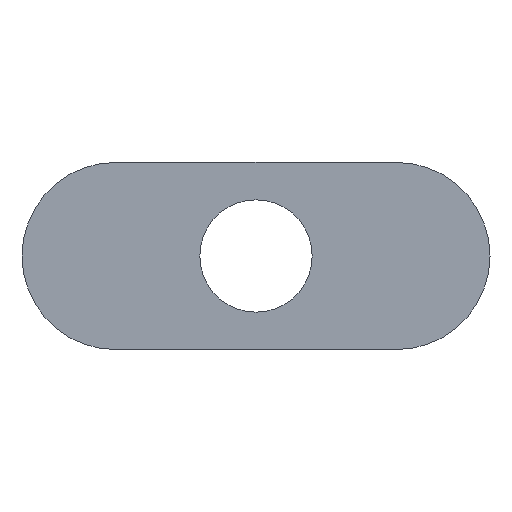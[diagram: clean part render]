
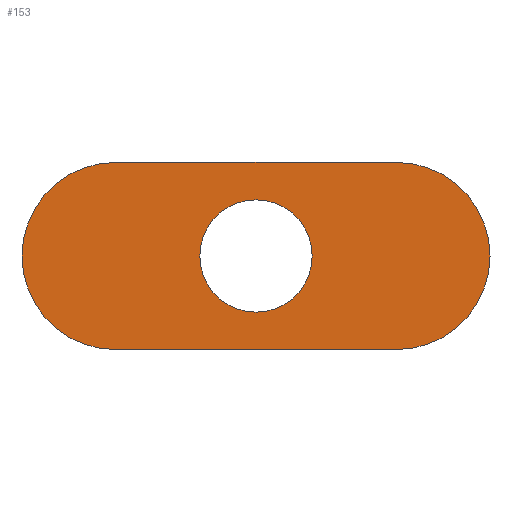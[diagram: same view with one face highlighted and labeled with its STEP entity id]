
A CAD part, front view. The second image highlights one B-rep face of the part: STEP entity #153.
In plain terms, the highlighted planar face has unit normal (0, -1, 0).
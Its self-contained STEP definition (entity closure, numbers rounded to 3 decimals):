
#1 = ORIENTED_EDGE ( 'NONE', *, *, #26, .F. ) ;
#2 = CIRCLE ( 'NONE', #8, 6. ) ;
#8 = AXIS2_PLACEMENT_3D ( 'NONE', #301, #130, #229 ) ;
#11 = LINE ( 'NONE', #291, #53 ) ;
#12 = EDGE_CURVE ( 'NONE', #85, #254, #116, .T. ) ;
#16 = AXIS2_PLACEMENT_3D ( 'NONE', #280, #54, #235 ) ;
#20 = PLANE ( 'NONE',  #102 ) ;
#26 = EDGE_CURVE ( 'NONE', #254, #91, #64, .T. ) ;
#32 = CARTESIAN_POINT ( 'NONE',  ( 0., 0., 6. ) ) ;
#41 = CARTESIAN_POINT ( 'NONE',  ( -15., 0., 0. ) ) ;
#42 = DIRECTION ( 'NONE',  ( 0., 1., 0. ) ) ;
#44 = ORIENTED_EDGE ( 'NONE', *, *, #252, .T. ) ;
#49 = CARTESIAN_POINT ( 'NONE',  ( 15., 0., 10. ) ) ;
#53 = VECTOR ( 'NONE', #213, 1000. ) ;
#54 = DIRECTION ( 'NONE',  ( 0., 1., 0. ) ) ;
#60 = ORIENTED_EDGE ( 'NONE', *, *, #12, .F. ) ;
#62 = EDGE_CURVE ( 'NONE', #91, #140, #11, .T. ) ;
#64 = CIRCLE ( 'NONE', #16, 10. ) ;
#66 = ORIENTED_EDGE ( 'NONE', *, *, #329, .F. ) ;
#76 = DIRECTION ( 'NONE',  ( 0., 0., 1. ) ) ;
#83 = EDGE_LOOP ( 'NONE', ( #66, #251, #1, #60 ) ) ;
#85 = VERTEX_POINT ( 'NONE', #212 ) ;
#91 = VERTEX_POINT ( 'NONE', #187 ) ;
#102 = AXIS2_PLACEMENT_3D ( 'NONE', #41, #42, #107 ) ;
#107 = DIRECTION ( 'NONE',  ( 0., 0., 1. ) ) ;
#116 = LINE ( 'NONE', #198, #233 ) ;
#118 = ORIENTED_EDGE ( 'NONE', *, *, #214, .T. ) ;
#121 = DIRECTION ( 'NONE',  ( 0., 1., 0. ) ) ;
#130 = DIRECTION ( 'NONE',  ( 0., 1., 0. ) ) ;
#140 = VERTEX_POINT ( 'NONE', #273 ) ;
#153 = ADVANCED_FACE ( 'NONE', ( #274, #158 ), #20, .F. ) ;
#158 = FACE_BOUND ( 'NONE', #305, .T. ) ;
#172 = AXIS2_PLACEMENT_3D ( 'NONE', #209, #279, #76 ) ;
#173 = DIRECTION ( 'NONE',  ( 1., 0., 0. ) ) ;
#187 = CARTESIAN_POINT ( 'NONE',  ( 15., 0., -10. ) ) ;
#198 = CARTESIAN_POINT ( 'NONE',  ( -15., 0., 10. ) ) ;
#209 = CARTESIAN_POINT ( 'NONE',  ( 0., 0., 0. ) ) ;
#212 = CARTESIAN_POINT ( 'NONE',  ( -15., 0., 10. ) ) ;
#213 = DIRECTION ( 'NONE',  ( -1., 0., 0. ) ) ;
#214 = EDGE_CURVE ( 'NONE', #259, #278, #2, .T. ) ;
#225 = CIRCLE ( 'NONE', #309, 10. ) ;
#229 = DIRECTION ( 'NONE',  ( 0., 0., 1. ) ) ;
#233 = VECTOR ( 'NONE', #173, 1000. ) ;
#235 = DIRECTION ( 'NONE',  ( 0., 0., 1. ) ) ;
#238 = CARTESIAN_POINT ( 'NONE',  ( 0., 0., -6. ) ) ;
#249 = CIRCLE ( 'NONE', #172, 6. ) ;
#251 = ORIENTED_EDGE ( 'NONE', *, *, #62, .F. ) ;
#252 = EDGE_CURVE ( 'NONE', #278, #259, #249, .T. ) ;
#254 = VERTEX_POINT ( 'NONE', #49 ) ;
#255 = DIRECTION ( 'NONE',  ( 0., 0., 1. ) ) ;
#259 = VERTEX_POINT ( 'NONE', #32 ) ;
#273 = CARTESIAN_POINT ( 'NONE',  ( -15., 0., -10. ) ) ;
#274 = FACE_OUTER_BOUND ( 'NONE', #83, .T. ) ;
#278 = VERTEX_POINT ( 'NONE', #238 ) ;
#279 = DIRECTION ( 'NONE',  ( 0., 1., 0. ) ) ;
#280 = CARTESIAN_POINT ( 'NONE',  ( 15., 0., 0. ) ) ;
#286 = CARTESIAN_POINT ( 'NONE',  ( -15., 0., 0. ) ) ;
#291 = CARTESIAN_POINT ( 'NONE',  ( -15., 0., -10. ) ) ;
#301 = CARTESIAN_POINT ( 'NONE',  ( 0., 0., 0. ) ) ;
#305 = EDGE_LOOP ( 'NONE', ( #44, #118 ) ) ;
#309 = AXIS2_PLACEMENT_3D ( 'NONE', #286, #121, #255 ) ;
#329 = EDGE_CURVE ( 'NONE', #140, #85, #225, .T. ) ;
